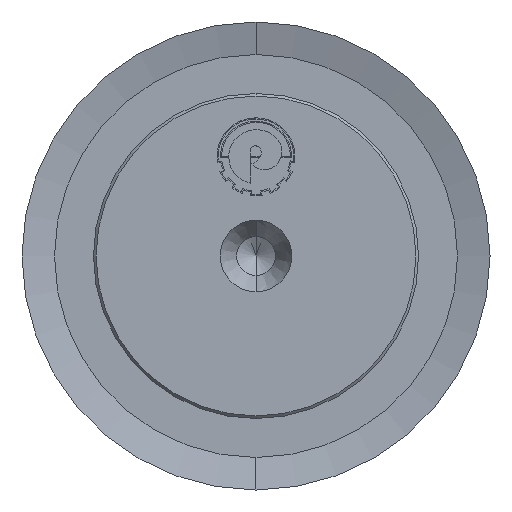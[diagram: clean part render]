
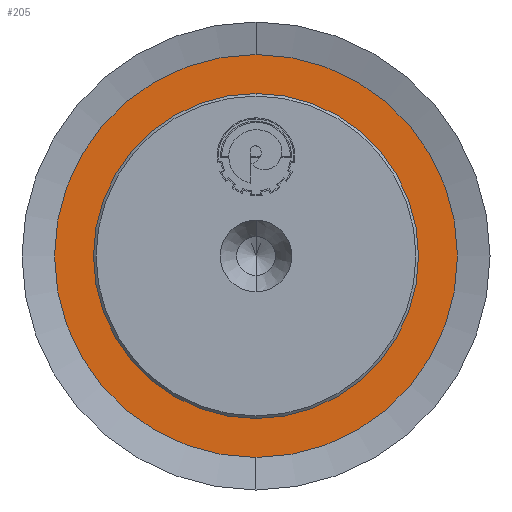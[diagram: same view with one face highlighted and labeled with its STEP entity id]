
A CAD part, left-side view. The second image highlights one B-rep face of the part: STEP entity #205.
In plain terms, the highlighted planar face has unit normal (-1, 0, 0).
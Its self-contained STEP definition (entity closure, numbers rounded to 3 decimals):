
#205=ADVANCED_FACE('',(#616,#617),#618,.T.);
#616=FACE_OUTER_BOUND('',#1226,.T.);
#617=FACE_BOUND('',#1227,.T.);
#618=PLANE('',#1228);
#1226=EDGE_LOOP('',(#2963,#2964));
#1227=EDGE_LOOP('',(#2965,#2966));
#1228=AXIS2_PLACEMENT_3D('',#2967,#2968,#2969);
#2963=ORIENTED_EDGE('',*,*,#4504,.T.);
#2964=ORIENTED_EDGE('',*,*,#4924,.T.);
#2965=ORIENTED_EDGE('',*,*,#4925,.F.);
#2966=ORIENTED_EDGE('',*,*,#4404,.F.);
#2967=CARTESIAN_POINT('',(0.7,0.,0.));
#2968=DIRECTION('',(-1.0,0.,0.));
#2969=DIRECTION('',(0.,0.0,1.0));
#4404=EDGE_CURVE('',#5241,#5238,#5243,.T.);
#4504=EDGE_CURVE('',#5420,#5423,#5425,.T.);
#4924=EDGE_CURVE('',#5423,#5420,#6154,.T.);
#4925=EDGE_CURVE('',#5238,#5241,#6155,.T.);
#5238=VERTEX_POINT('',#6649);
#5241=VERTEX_POINT('',#6653);
#5243=CIRCLE('',#6656,12.5);
#5420=VERTEX_POINT('',#7165);
#5423=VERTEX_POINT('',#7169);
#5425=CIRCLE('',#7172,15.5);
#6154=CIRCLE('',#9251,15.5);
#6155=CIRCLE('',#9252,12.5);
#6649=CARTESIAN_POINT('',(0.7,0.,12.5));
#6653=CARTESIAN_POINT('',(0.7,0.,-12.5));
#6656=AXIS2_PLACEMENT_3D('',#10114,#10115,#10116);
#7165=CARTESIAN_POINT('',(0.7,0.,15.5));
#7169=CARTESIAN_POINT('',(0.7,0.,-15.5));
#7172=AXIS2_PLACEMENT_3D('',#10264,#10265,#10266);
#9251=AXIS2_PLACEMENT_3D('',#10700,#10701,#10702);
#9252=AXIS2_PLACEMENT_3D('',#10703,#10704,#10705);
#10114=CARTESIAN_POINT('',(0.7,0.,0.));
#10115=DIRECTION('',(-1.0,0.,0.));
#10116=DIRECTION('',(0.,0.,1.0));
#10264=CARTESIAN_POINT('',(0.7,0.,0.));
#10265=DIRECTION('',(-1.0,0.,0.));
#10266=DIRECTION('',(0.,0.,1.0));
#10700=CARTESIAN_POINT('',(0.7,0.,0.));
#10701=DIRECTION('',(-1.0,0.,0.));
#10702=DIRECTION('',(0.,0.,1.0));
#10703=CARTESIAN_POINT('',(0.7,0.,0.));
#10704=DIRECTION('',(-1.0,0.,0.));
#10705=DIRECTION('',(0.,0.,1.0));
